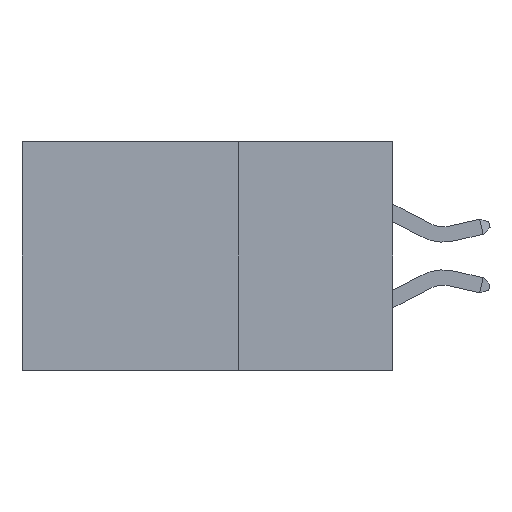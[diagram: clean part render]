
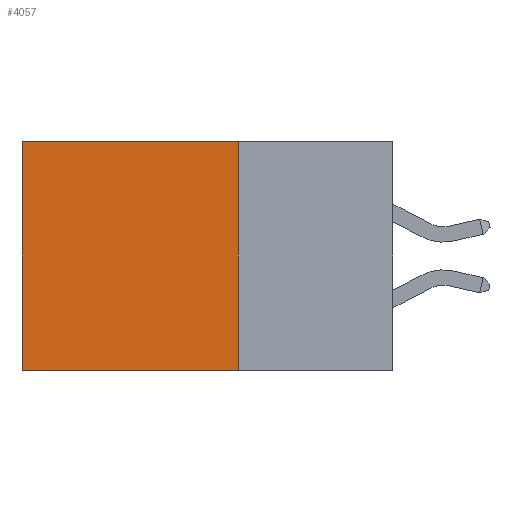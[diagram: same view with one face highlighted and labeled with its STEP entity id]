
A CAD part, left-side view. The second image highlights one B-rep face of the part: STEP entity #4057.
In plain terms, the highlighted planar face has unit normal (-1, 0, 0).
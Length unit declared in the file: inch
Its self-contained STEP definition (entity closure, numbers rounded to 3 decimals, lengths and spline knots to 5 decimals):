
#365 = CARTESIAN_POINT ( 'NONE',  ( 0.2875, 0.25, 0. ) ) ;
#580 = PLANE ( 'NONE',  #3632 ) ;
#1221 = DIRECTION ( 'NONE',  ( 0., 0., -1. ) ) ;
#1295 = LINE ( 'NONE', #33941, #37874 ) ;
#1913 = ORIENTED_EDGE ( 'NONE', *, *, #19835, .T. ) ;
#2069 = LINE ( 'NONE', #25669, #32330 ) ;
#3449 = ORIENTED_EDGE ( 'NONE', *, *, #8558, .F. ) ;
#3632 = AXIS2_PLACEMENT_3D ( 'NONE', #21087, #15664, #35756 ) ;
#4057 = ADVANCED_FACE ( 'NONE', ( #12748 ), #580, .F. ) ;
#7390 = DIRECTION ( 'NONE',  ( 0., 1., 0. ) ) ;
#8558 = EDGE_CURVE ( 'NONE', #20635, #14034, #21730, .T. ) ;
#8660 = CARTESIAN_POINT ( 'NONE',  ( 0.2875, 0.6, -0.37 ) ) ;
#10937 = DIRECTION ( 'NONE',  ( 0., 1., 0. ) ) ;
#12748 = FACE_OUTER_BOUND ( 'NONE', #33396, .T. ) ;
#13388 = CARTESIAN_POINT ( 'NONE',  ( 0.2875, 0.25, 0. ) ) ;
#14034 = VERTEX_POINT ( 'NONE', #14148 ) ;
#14148 = CARTESIAN_POINT ( 'NONE',  ( 0.2875, 0.25, -0.37 ) ) ;
#15664 = DIRECTION ( 'NONE',  ( 1., 0., 0. ) ) ;
#16310 = VECTOR ( 'NONE', #1221, 39.37008 ) ;
#19535 = ORIENTED_EDGE ( 'NONE', *, *, #32669, .T. ) ;
#19671 = DIRECTION ( 'NONE',  ( 0., 0., -1. ) ) ;
#19835 = EDGE_CURVE ( 'NONE', #20635, #27051, #24814, .T. ) ;
#20635 = VERTEX_POINT ( 'NONE', #365 ) ;
#21087 = CARTESIAN_POINT ( 'NONE',  ( 0.2875, 0.25, 0. ) ) ;
#21730 = LINE ( 'NONE', #28294, #16310 ) ;
#23582 = VECTOR ( 'NONE', #7390, 39.37008 ) ;
#24814 = LINE ( 'NONE', #13388, #23582 ) ;
#25669 = CARTESIAN_POINT ( 'NONE',  ( 0.2875, 0.25, -0.37 ) ) ;
#27051 = VERTEX_POINT ( 'NONE', #32226 ) ;
#28294 = CARTESIAN_POINT ( 'NONE',  ( 0.2875, 0.25, 0. ) ) ;
#31134 = VERTEX_POINT ( 'NONE', #8660 ) ;
#32226 = CARTESIAN_POINT ( 'NONE',  ( 0.2875, 0.6, 0. ) ) ;
#32330 = VECTOR ( 'NONE', #10937, 39.37008 ) ;
#32669 = EDGE_CURVE ( 'NONE', #27051, #31134, #1295, .T. ) ;
#32758 = EDGE_CURVE ( 'NONE', #14034, #31134, #2069, .T. ) ;
#33396 = EDGE_LOOP ( 'NONE', ( #19535, #35426, #3449, #1913 ) ) ;
#33941 = CARTESIAN_POINT ( 'NONE',  ( 0.2875, 0.6, 0. ) ) ;
#35426 = ORIENTED_EDGE ( 'NONE', *, *, #32758, .F. ) ;
#35756 = DIRECTION ( 'NONE',  ( 0., 0., -1. ) ) ;
#37874 = VECTOR ( 'NONE', #19671, 39.37008 ) ;
